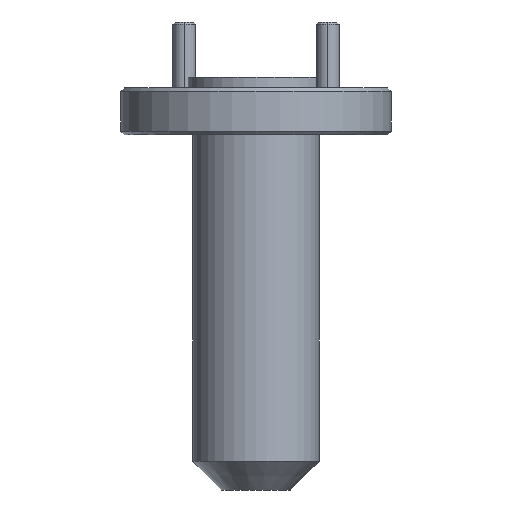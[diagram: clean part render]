
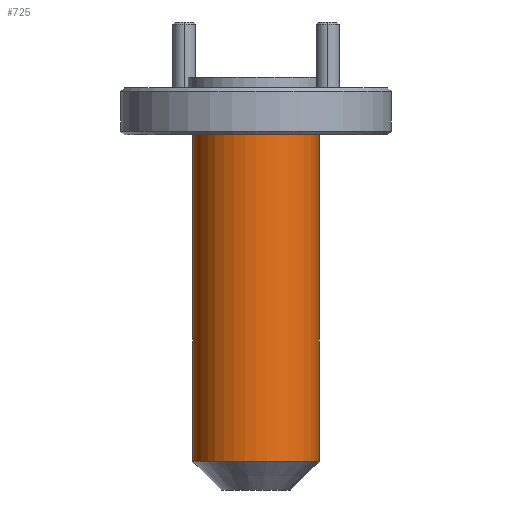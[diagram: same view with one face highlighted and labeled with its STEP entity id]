
A CAD part, front view. The second image highlights one B-rep face of the part: STEP entity #725.
In plain terms, the highlighted cylindrical face has radius 4.445 mm (diameter 8.89 mm), a partial arc.
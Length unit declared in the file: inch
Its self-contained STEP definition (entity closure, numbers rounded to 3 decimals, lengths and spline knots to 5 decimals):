
#6 = CARTESIAN_POINT ( 'NONE',  ( 0., 0., -0.16 ) ) ;
#38 = VERTEX_POINT ( 'NONE', #1828 ) ;
#65 = CIRCLE ( 'NONE', #374, 0.175 ) ;
#102 = DIRECTION ( 'NONE',  ( 0., 0., 1. ) ) ;
#213 = CYLINDRICAL_SURFACE ( 'NONE', #748, 0.175 ) ;
#258 = DIRECTION ( 'NONE',  ( 0., 0., 1. ) ) ;
#295 = VERTEX_POINT ( 'NONE', #1593 ) ;
#319 = DIRECTION ( 'NONE',  ( 0., 0., 1. ) ) ;
#348 = ORIENTED_EDGE ( 'NONE', *, *, #1970, .T. ) ;
#374 = AXIS2_PLACEMENT_3D ( 'NONE', #6, #498, #947 ) ;
#417 = VERTEX_POINT ( 'NONE', #1860 ) ;
#451 = ORIENTED_EDGE ( 'NONE', *, *, #759, .T. ) ;
#497 = VERTEX_POINT ( 'NONE', #1242 ) ;
#498 = DIRECTION ( 'NONE',  ( 0., 0., -1. ) ) ;
#537 = FACE_OUTER_BOUND ( 'NONE', #612, .T. ) ;
#557 = CARTESIAN_POINT ( 'NONE',  ( 0.175, 0., -1.14425 ) ) ;
#597 = ORIENTED_EDGE ( 'NONE', *, *, #1620, .T. ) ;
#612 = EDGE_LOOP ( 'NONE', ( #1705, #451, #597, #348 ) ) ;
#725 = ADVANCED_FACE ( 'NONE', ( #537 ), #213, .T. ) ;
#748 = AXIS2_PLACEMENT_3D ( 'NONE', #886, #102, #896 ) ;
#759 = EDGE_CURVE ( 'NONE', #295, #417, #1790, .T. ) ;
#886 = CARTESIAN_POINT ( 'NONE',  ( 0., 0., -1.14425 ) ) ;
#896 = DIRECTION ( 'NONE',  ( 1., 0., 0. ) ) ;
#947 = DIRECTION ( 'NONE',  ( 1., 0., 0. ) ) ;
#1064 = CARTESIAN_POINT ( 'NONE',  ( 0., 0., -1.06425 ) ) ;
#1216 = DIRECTION ( 'NONE',  ( -1., 0., 0. ) ) ;
#1230 = VECTOR ( 'NONE', #1977, 39.37008 ) ;
#1242 = CARTESIAN_POINT ( 'NONE',  ( -0.175, 0., -0.16 ) ) ;
#1398 = AXIS2_PLACEMENT_3D ( 'NONE', #1064, #258, #1216 ) ;
#1593 = CARTESIAN_POINT ( 'NONE',  ( -0.175, 0., -1.06425 ) ) ;
#1620 = EDGE_CURVE ( 'NONE', #417, #38, #2009, .T. ) ;
#1705 = ORIENTED_EDGE ( 'NONE', *, *, #2000, .F. ) ;
#1707 = LINE ( 'NONE', #1748, #1861 ) ;
#1748 = CARTESIAN_POINT ( 'NONE',  ( -0.175, 0., -1.14425 ) ) ;
#1790 = CIRCLE ( 'NONE', #1398, 0.175 ) ;
#1828 = CARTESIAN_POINT ( 'NONE',  ( 0.175, 0., -0.16 ) ) ;
#1860 = CARTESIAN_POINT ( 'NONE',  ( 0.175, 0., -1.06425 ) ) ;
#1861 = VECTOR ( 'NONE', #319, 39.37008 ) ;
#1970 = EDGE_CURVE ( 'NONE', #38, #497, #65, .T. ) ;
#1977 = DIRECTION ( 'NONE',  ( 0., 0., 1. ) ) ;
#2000 = EDGE_CURVE ( 'NONE', #295, #497, #1707, .T. ) ;
#2009 = LINE ( 'NONE', #557, #1230 ) ;
